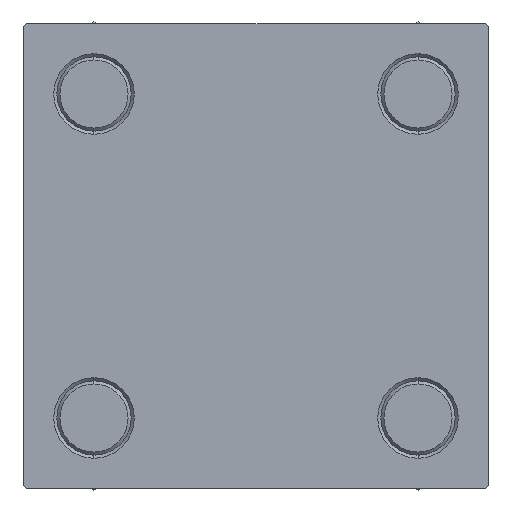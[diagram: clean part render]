
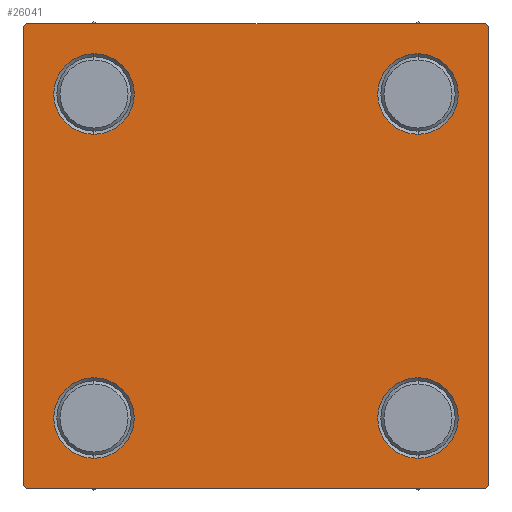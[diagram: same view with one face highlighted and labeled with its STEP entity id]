
A CAD part, left-side view. The second image highlights one B-rep face of the part: STEP entity #26041.
In plain terms, the highlighted planar face has unit normal (-1, 0, 0).
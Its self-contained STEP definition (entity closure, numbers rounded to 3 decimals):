
#641 = AXIS2_PLACEMENT_3D ( 'NONE', #40115, #9197, #24518 ) ;
#866 = DIRECTION ( 'NONE',  ( 0., 0., -1. ) ) ;
#1553 = CARTESIAN_POINT ( 'NONE',  ( 0., -37.25, 37.25 ) ) ;
#1922 = ORIENTED_EDGE ( 'NONE', *, *, #5632, .F. ) ;
#2095 = CARTESIAN_POINT ( 'NONE',  ( 0., 26.15, 26.15 ) ) ;
#2808 = EDGE_CURVE ( 'NONE', #18997, #19348, #37547, .T. ) ;
#3199 = VECTOR ( 'NONE', #43385, 1000. ) ;
#3252 = VECTOR ( 'NONE', #36222, 1000. ) ;
#3627 = CARTESIAN_POINT ( 'NONE',  ( 0., 26.15, 26.15 ) ) ;
#4043 = DIRECTION ( 'NONE',  ( 1., 0., 0. ) ) ;
#4425 = VERTEX_POINT ( 'NONE', #17032 ) ;
#4475 = DIRECTION ( 'NONE',  ( -1., 0., 0. ) ) ;
#4985 = DIRECTION ( 'NONE',  ( 0., 0., 1. ) ) ;
#5116 = EDGE_LOOP ( 'NONE', ( #6811, #7714 ) ) ;
#5153 = DIRECTION ( 'NONE',  ( 0., 0., 1. ) ) ;
#5632 = EDGE_CURVE ( 'NONE', #13484, #4425, #15194, .T. ) ;
#5821 = VECTOR ( 'NONE', #38977, 1000. ) ;
#6023 = EDGE_CURVE ( 'NONE', #27425, #26080, #25625, .T. ) ;
#6811 = ORIENTED_EDGE ( 'NONE', *, *, #38090, .T. ) ;
#7143 = CARTESIAN_POINT ( 'NONE',  ( 0., 37., 37.5 ) ) ;
#7211 = CARTESIAN_POINT ( 'NONE',  ( 0., 37.5, -37. ) ) ;
#7668 = AXIS2_PLACEMENT_3D ( 'NONE', #23159, #30207, #14882 ) ;
#7714 = ORIENTED_EDGE ( 'NONE', *, *, #2808, .T. ) ;
#8022 = CARTESIAN_POINT ( 'NONE',  ( 0., -26.15, 19.65 ) ) ;
#8461 = ORIENTED_EDGE ( 'NONE', *, *, #46592, .T. ) ;
#8556 = LINE ( 'NONE', #31918, #5821 ) ;
#8885 = DIRECTION ( 'NONE',  ( 0., 0., 1. ) ) ;
#8907 = LINE ( 'NONE', #36271, #46012 ) ;
#9113 = CARTESIAN_POINT ( 'NONE',  ( 0., 26.15, 19.65 ) ) ;
#9197 = DIRECTION ( 'NONE',  ( 1., 0., 0. ) ) ;
#9452 = AXIS2_PLACEMENT_3D ( 'NONE', #17393, #40527, #8885 ) ;
#9582 = ORIENTED_EDGE ( 'NONE', *, *, #18711, .T. ) ;
#9626 = EDGE_CURVE ( 'NONE', #29406, #4425, #47330, .T. ) ;
#10188 = CARTESIAN_POINT ( 'NONE',  ( 0., 37.25, -37.25 ) ) ;
#10256 = ORIENTED_EDGE ( 'NONE', *, *, #6023, .T. ) ;
#10993 = AXIS2_PLACEMENT_3D ( 'NONE', #23128, #4043, #15611 ) ;
#11009 = CARTESIAN_POINT ( 'NONE',  ( 0., -37.5, -37. ) ) ;
#11525 = FACE_BOUND ( 'NONE', #5116, .T. ) ;
#11716 = DIRECTION ( 'NONE',  ( 0., 0., 1. ) ) ;
#12483 = VECTOR ( 'NONE', #32575, 1000. ) ;
#12520 = CARTESIAN_POINT ( 'NONE',  ( 0., -26.15, -32.65 ) ) ;
#12789 = AXIS2_PLACEMENT_3D ( 'NONE', #49189, #29807, #11716 ) ;
#13048 = CIRCLE ( 'NONE', #41142, 6.5 ) ;
#13469 = LINE ( 'NONE', #21010, #12483 ) ;
#13484 = VERTEX_POINT ( 'NONE', #7143 ) ;
#13815 = CARTESIAN_POINT ( 'NONE',  ( 0., -37., -37.5 ) ) ;
#14237 = DIRECTION ( 'NONE',  ( 0., -0.707, 0.707 ) ) ;
#14882 = DIRECTION ( 'NONE',  ( 0., 0., 1. ) ) ;
#14884 = EDGE_CURVE ( 'NONE', #29406, #30525, #8907, .T. ) ;
#14965 = CARTESIAN_POINT ( 'NONE',  ( 0., -37.5, 37. ) ) ;
#15194 = LINE ( 'NONE', #30519, #28067 ) ;
#15299 = CARTESIAN_POINT ( 'NONE',  ( 0., 37.5, 37. ) ) ;
#15611 = DIRECTION ( 'NONE',  ( 0., 0., 1. ) ) ;
#15796 = FACE_OUTER_BOUND ( 'NONE', #33123, .T. ) ;
#16056 = AXIS2_PLACEMENT_3D ( 'NONE', #3627, #34290, #37559 ) ;
#16643 = EDGE_CURVE ( 'NONE', #35994, #48229, #44892, .T. ) ;
#16811 = EDGE_CURVE ( 'NONE', #19260, #36136, #13048, .T. ) ;
#17032 = CARTESIAN_POINT ( 'NONE',  ( 0., -37., 37.5 ) ) ;
#17234 = ORIENTED_EDGE ( 'NONE', *, *, #9626, .T. ) ;
#17379 = CARTESIAN_POINT ( 'NONE',  ( 0., 26.15, -19.65 ) ) ;
#17393 = CARTESIAN_POINT ( 'NONE',  ( 0., 26.15, -26.15 ) ) ;
#17430 = DIRECTION ( 'NONE',  ( 1., 0., 0. ) ) ;
#17765 = LINE ( 'NONE', #21040, #22271 ) ;
#18337 = CARTESIAN_POINT ( 'NONE',  ( 0., -26.15, -26.15 ) ) ;
#18711 = EDGE_CURVE ( 'NONE', #13484, #26039, #8556, .T. ) ;
#18965 = DIRECTION ( 'NONE',  ( 0., -1., 0. ) ) ;
#18997 = VERTEX_POINT ( 'NONE', #40636 ) ;
#19260 = VERTEX_POINT ( 'NONE', #9113 ) ;
#19286 = DIRECTION ( 'NONE',  ( 0., 0., 1. ) ) ;
#19348 = VERTEX_POINT ( 'NONE', #17379 ) ;
#19514 = ORIENTED_EDGE ( 'NONE', *, *, #37453, .T. ) ;
#19522 = CARTESIAN_POINT ( 'NONE',  ( 0., 26.15, 32.65 ) ) ;
#19806 = CARTESIAN_POINT ( 'NONE',  ( 0., 0., 0. ) ) ;
#19936 = CARTESIAN_POINT ( 'NONE',  ( 0., -26.15, 32.65 ) ) ;
#21010 = CARTESIAN_POINT ( 'NONE',  ( 0., 37.5, 37.5 ) ) ;
#21040 = CARTESIAN_POINT ( 'NONE',  ( 0., -37.25, -37.25 ) ) ;
#22118 = ORIENTED_EDGE ( 'NONE', *, *, #24585, .T. ) ;
#22271 = VECTOR ( 'NONE', #14237, 1000. ) ;
#23066 = CIRCLE ( 'NONE', #9452, 6.5 ) ;
#23128 = CARTESIAN_POINT ( 'NONE',  ( 0., -26.15, -26.15 ) ) ;
#23159 = CARTESIAN_POINT ( 'NONE',  ( 0., -26.15, 26.15 ) ) ;
#23970 = VERTEX_POINT ( 'NONE', #13815 ) ;
#24518 = DIRECTION ( 'NONE',  ( 0., 0., 1. ) ) ;
#24585 = EDGE_CURVE ( 'NONE', #42869, #42213, #33327, .T. ) ;
#25625 = CIRCLE ( 'NONE', #29644, 6.5 ) ;
#25969 = ORIENTED_EDGE ( 'NONE', *, *, #14884, .F. ) ;
#26039 = VERTEX_POINT ( 'NONE', #15299 ) ;
#26041 = ADVANCED_FACE ( 'NONE', ( #27106, #30622, #11525, #26854, #15796 ), #35135, .T. ) ;
#26080 = VERTEX_POINT ( 'NONE', #12520 ) ;
#26854 = FACE_BOUND ( 'NONE', #32016, .T. ) ;
#27106 = FACE_BOUND ( 'NONE', #34707, .T. ) ;
#27425 = VERTEX_POINT ( 'NONE', #48758 ) ;
#28067 = VECTOR ( 'NONE', #18965, 1000. ) ;
#29406 = VERTEX_POINT ( 'NONE', #14965 ) ;
#29644 = AXIS2_PLACEMENT_3D ( 'NONE', #18337, #45002, #19286 ) ;
#29807 = DIRECTION ( 'NONE',  ( 1., 0., 0. ) ) ;
#30207 = DIRECTION ( 'NONE',  ( 1., 0., 0. ) ) ;
#30338 = ORIENTED_EDGE ( 'NONE', *, *, #46515, .T. ) ;
#30519 = CARTESIAN_POINT ( 'NONE',  ( 0., 37.5, 37.5 ) ) ;
#30525 = VERTEX_POINT ( 'NONE', #11009 ) ;
#30622 = FACE_BOUND ( 'NONE', #37757, .T. ) ;
#30791 = ORIENTED_EDGE ( 'NONE', *, *, #48313, .T. ) ;
#31739 = EDGE_CURVE ( 'NONE', #26039, #35994, #13469, .T. ) ;
#31918 = CARTESIAN_POINT ( 'NONE',  ( 0., 37.25, 37.25 ) ) ;
#32016 = EDGE_LOOP ( 'NONE', ( #30791, #34318 ) ) ;
#32575 = DIRECTION ( 'NONE',  ( 0., 0., -1. ) ) ;
#33123 = EDGE_LOOP ( 'NONE', ( #49706, #41478, #8461, #19514, #25969, #17234, #1922, #9582 ) ) ;
#33327 = CIRCLE ( 'NONE', #7668, 6.5 ) ;
#34290 = DIRECTION ( 'NONE',  ( 1., 0., 0. ) ) ;
#34318 = ORIENTED_EDGE ( 'NONE', *, *, #16811, .T. ) ;
#34440 = CIRCLE ( 'NONE', #12789, 6.5 ) ;
#34543 = CARTESIAN_POINT ( 'NONE',  ( 0., 37., -37.5 ) ) ;
#34707 = EDGE_LOOP ( 'NONE', ( #30338, #22118 ) ) ;
#34715 = VECTOR ( 'NONE', #45643, 1000. ) ;
#35135 = PLANE ( 'NONE',  #43840 ) ;
#35994 = VERTEX_POINT ( 'NONE', #7211 ) ;
#36136 = VERTEX_POINT ( 'NONE', #19522 ) ;
#36222 = DIRECTION ( 'NONE',  ( 0., 0.707, 0.707 ) ) ;
#36271 = CARTESIAN_POINT ( 'NONE',  ( 0., -37.5, 37.5 ) ) ;
#37076 = EDGE_CURVE ( 'NONE', #26080, #27425, #44724, .T. ) ;
#37453 = EDGE_CURVE ( 'NONE', #23970, #30525, #17765, .T. ) ;
#37547 = CIRCLE ( 'NONE', #641, 6.5 ) ;
#37559 = DIRECTION ( 'NONE',  ( 0., 0., 1. ) ) ;
#37757 = EDGE_LOOP ( 'NONE', ( #10256, #43075 ) ) ;
#38090 = EDGE_CURVE ( 'NONE', #19348, #18997, #23066, .T. ) ;
#38977 = DIRECTION ( 'NONE',  ( 0., 0.707, -0.707 ) ) ;
#39372 = LINE ( 'NONE', #47411, #3199 ) ;
#40115 = CARTESIAN_POINT ( 'NONE',  ( 0., 26.15, -26.15 ) ) ;
#40527 = DIRECTION ( 'NONE',  ( 1., 0., 0. ) ) ;
#40636 = CARTESIAN_POINT ( 'NONE',  ( 0., 26.15, -32.65 ) ) ;
#41142 = AXIS2_PLACEMENT_3D ( 'NONE', #2095, #17430, #5153 ) ;
#41478 = ORIENTED_EDGE ( 'NONE', *, *, #16643, .T. ) ;
#42213 = VERTEX_POINT ( 'NONE', #19936 ) ;
#42869 = VERTEX_POINT ( 'NONE', #8022 ) ;
#43075 = ORIENTED_EDGE ( 'NONE', *, *, #37076, .T. ) ;
#43385 = DIRECTION ( 'NONE',  ( 0., -1., 0. ) ) ;
#43840 = AXIS2_PLACEMENT_3D ( 'NONE', #19806, #4475, #4985 ) ;
#44724 = CIRCLE ( 'NONE', #10993, 6.5 ) ;
#44892 = LINE ( 'NONE', #10188, #34715 ) ;
#45002 = DIRECTION ( 'NONE',  ( 1., 0., 0. ) ) ;
#45643 = DIRECTION ( 'NONE',  ( 0., -0.707, -0.707 ) ) ;
#46012 = VECTOR ( 'NONE', #866, 1000. ) ;
#46515 = EDGE_CURVE ( 'NONE', #42213, #42869, #34440, .T. ) ;
#46592 = EDGE_CURVE ( 'NONE', #48229, #23970, #39372, .T. ) ;
#47330 = LINE ( 'NONE', #1553, #3252 ) ;
#47411 = CARTESIAN_POINT ( 'NONE',  ( 0., 37.5, -37.5 ) ) ;
#48229 = VERTEX_POINT ( 'NONE', #34543 ) ;
#48313 = EDGE_CURVE ( 'NONE', #36136, #19260, #48996, .T. ) ;
#48758 = CARTESIAN_POINT ( 'NONE',  ( 0., -26.15, -19.65 ) ) ;
#48996 = CIRCLE ( 'NONE', #16056, 6.5 ) ;
#49189 = CARTESIAN_POINT ( 'NONE',  ( 0., -26.15, 26.15 ) ) ;
#49706 = ORIENTED_EDGE ( 'NONE', *, *, #31739, .T. ) ;
